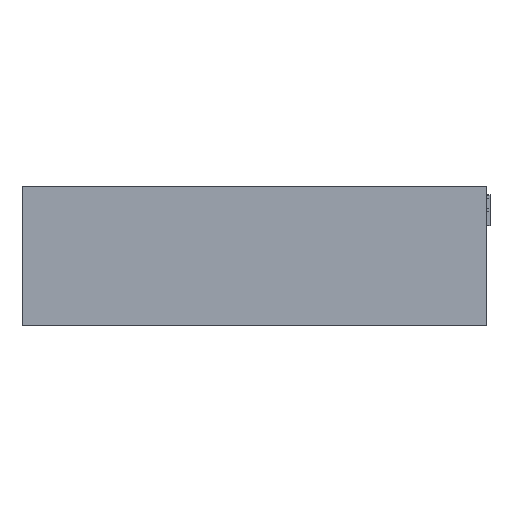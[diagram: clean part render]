
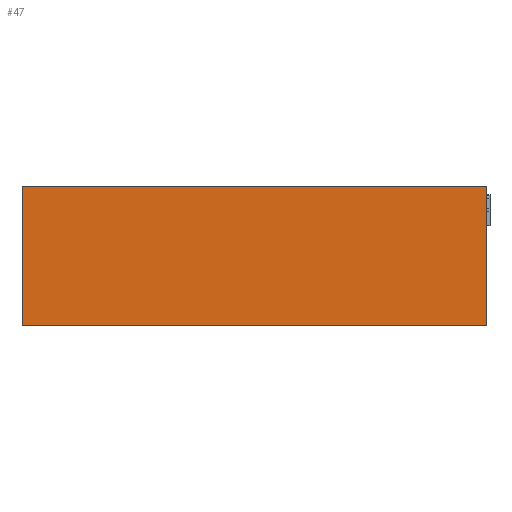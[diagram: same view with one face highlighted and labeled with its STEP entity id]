
A CAD part, left-side view. The second image highlights one B-rep face of the part: STEP entity #47.
In plain terms, the highlighted planar face has unit normal (-1, 0, 0).
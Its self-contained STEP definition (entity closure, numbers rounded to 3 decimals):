
#47 = ADVANCED_FACE( '', ( #389 ), #390, .F. );
#389 = FACE_OUTER_BOUND( '', #1081, .T. );
#390 = PLANE( '', #1082 );
#1081 = EDGE_LOOP( '', ( #5161, #5162, #5163, #5164 ) );
#1082 = AXIS2_PLACEMENT_3D( '', #5165, #5166, #5167 );
#5161 = ORIENTED_EDGE( '', *, *, #7577, .T. );
#5162 = ORIENTED_EDGE( '', *, *, #7578, .F. );
#5163 = ORIENTED_EDGE( '', *, *, #7579, .F. );
#5164 = ORIENTED_EDGE( '', *, *, #7508, .T. );
#5165 = CARTESIAN_POINT( '', ( -654.05, -190.5, 30.871 ) );
#5166 = DIRECTION( '', ( 1., 0., 0. ) );
#5167 = DIRECTION( '', ( 0., 0., -1. ) );
#7508 = EDGE_CURVE( '', #8325, #8323, #8326, .T. );
#7577 = EDGE_CURVE( '', #8323, #8462, #8463, .T. );
#7578 = EDGE_CURVE( '', #8464, #8462, #8465, .T. );
#7579 = EDGE_CURVE( '', #8325, #8464, #8466, .T. );
#8323 = VERTEX_POINT( '', #9630 );
#8325 = VERTEX_POINT( '', #9633 );
#8326 = LINE( '', #9634, #9635 );
#8462 = VERTEX_POINT( '', #10003 );
#8463 = LINE( '', #10004, #10005 );
#8464 = VERTEX_POINT( '', #10006 );
#8465 = LINE( '', #10007, #10008 );
#8466 = LINE( '', #10009, #10010 );
#9630 = CARTESIAN_POINT( '', ( -654.05, 190.5, 30.871 ) );
#9633 = CARTESIAN_POINT( '', ( -654.05, -190.5, 30.871 ) );
#9634 = CARTESIAN_POINT( '', ( -654.05, -190.5, 30.871 ) );
#9635 = VECTOR( '', #13878, 1000. );
#10003 = CARTESIAN_POINT( '', ( -654.05, 190.5, -83.429 ) );
#10004 = CARTESIAN_POINT( '', ( -654.05, 190.5, 30.871 ) );
#10005 = VECTOR( '', #13907, 1000. );
#10006 = CARTESIAN_POINT( '', ( -654.05, -190.5, -83.429 ) );
#10007 = CARTESIAN_POINT( '', ( -654.05, -190.5, -83.429 ) );
#10008 = VECTOR( '', #13908, 1000. );
#10009 = CARTESIAN_POINT( '', ( -654.05, -190.5, 30.871 ) );
#10010 = VECTOR( '', #13909, 1000. );
#13878 = DIRECTION( '', ( 0., 1., 0. ) );
#13907 = DIRECTION( '', ( 0., 0., -1. ) );
#13908 = DIRECTION( '', ( 0., 1., 0. ) );
#13909 = DIRECTION( '', ( 0., 0., -1. ) );
